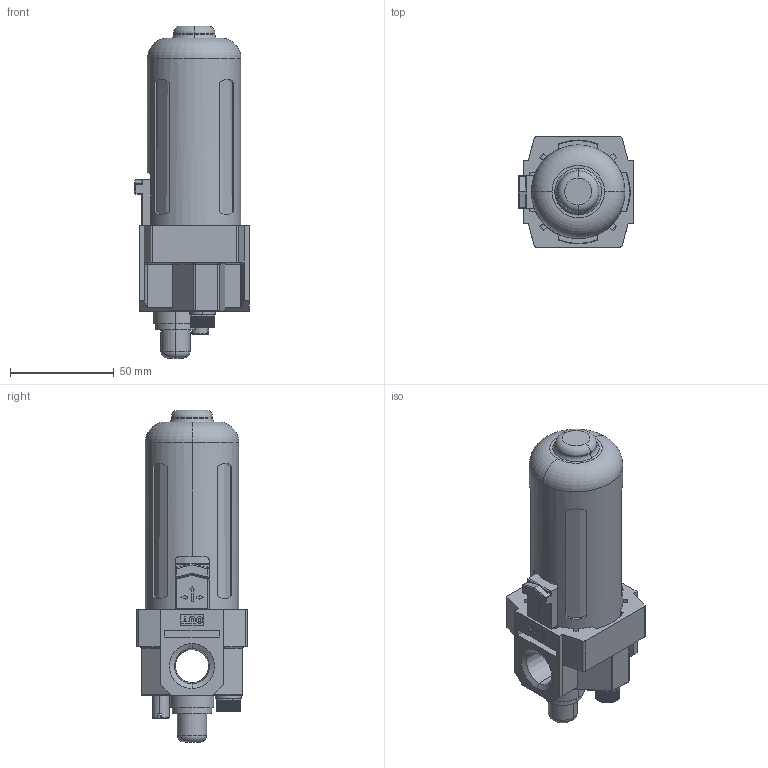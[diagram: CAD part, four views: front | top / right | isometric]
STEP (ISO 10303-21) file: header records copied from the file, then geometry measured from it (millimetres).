
FILE_DESCRIPTION (( 'STEP AP214' ), '1' );
FILE_NAME ('L50.STEP', '2021-11-04T07:17:14', ( 'User' ), ( '' ), 'SwSTEP 2.0', 'SolidWorks 2014', '' );
FILE_SCHEMA (( 'AUTOMOTIVE_DESIGN' ));
Length unit declared in the file: millimetre
Products named in the file (18): L50調油螺絲; L5002; F5003; L5001-A; L50; F5020; L8013; L8016; L8015
Assembly tree (9 placements, depth 2):
  L50
    L8013
  F5020
  L8016
  L8015
  L50調油螺絲
Bounding box: 55.11 x 53 x 159.7 mm (x, y, z)
Volume: 104803.9 mm3; surface area: 77557.2 mm2
Topology: 8 solids, 8 shells, 921 faces, 2362 edges, 1514 vertices
Faces by surface type: cylinder 397, plane 383, cone 55, torus 41, bspline 36, sphere 9
Entity records: 30815 total; most frequent: CARTESIAN_POINT 7874, DIRECTION 4781, ORIENTED_EDGE 4710, EDGE_CURVE 2355, AXIS2_PLACEMENT_3D 1742, VERTEX_POINT 1509, VECTOR 1297, LINE 1297
